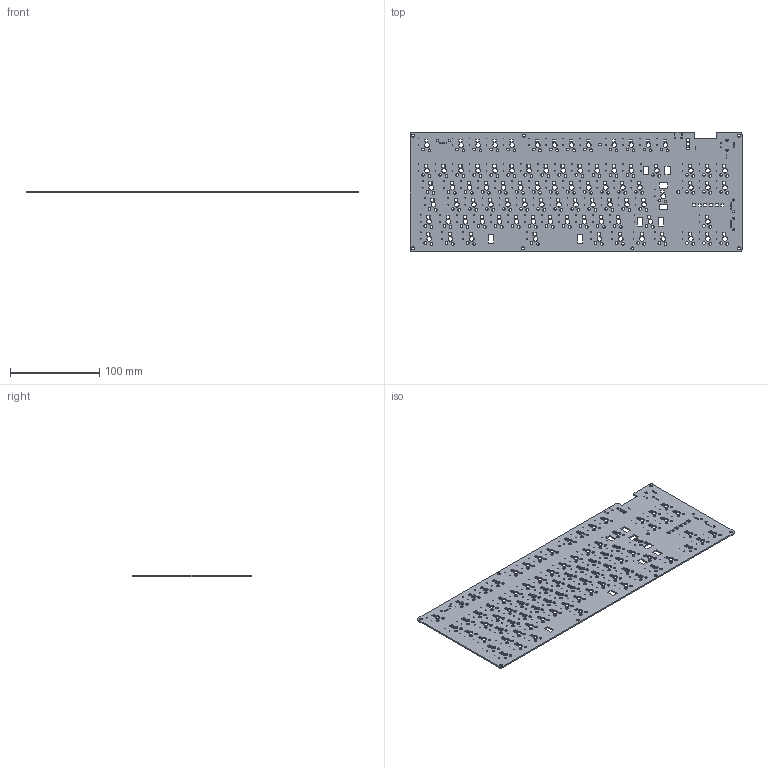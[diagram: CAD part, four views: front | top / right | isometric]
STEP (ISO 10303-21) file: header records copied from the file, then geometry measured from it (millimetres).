
FILE_DESCRIPTION(('KiCad electronic assembly'),'2;1');
FILE_NAME('LowJungle.step','2025-03-16T14:44:22',('Pcbnew'),('Kicad'), 'Open CASCADE STEP processor 7.8','KiCad to STEP converter','Unknown' );
FILE_SCHEMA(('AUTOMOTIVE_DESIGN { 1 0 10303 214 1 1 1 1 }'));
Length unit declared in the file: millimetre
Products named in the file (3): LowJungle 1; LowJungle_copper; LowJungle_PCB
Assembly tree (2 placements, depth 2):
  LowJungle 1
    LowJungle_copper
    LowJungle_PCB
Bounding box: 371.48 x 133.35 x 1.51 mm (x, y, z)
Volume: 67415 mm3; surface area: 98586 mm2
Topology: 1 solids, 1 shells, 2039 faces, 6111 edges, 4074 vertices
Faces by surface type: cylinder 1613, plane 426
Full cylindrical faces by diameter (mm): 0.5 x8, 0.65 x2, 0.8 x170, 0.92 x12, 1 x5, 2.3 x6, 2.6 x2, 3 x170, 3.2 x9, 5.25 x85
Entity records: 72826 total; most frequent: DIRECTION 13421, CARTESIAN_POINT 12227, ORIENTED_EDGE 12222, EDGE_CURVE 6111, AXIS2_PLACEMENT_3D 5268, VERTEX_POINT 4074, CIRCLE 3226, FACE_BOUND 3189
